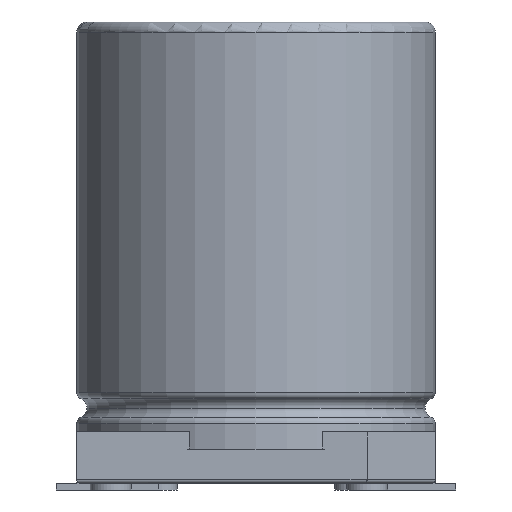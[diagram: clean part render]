
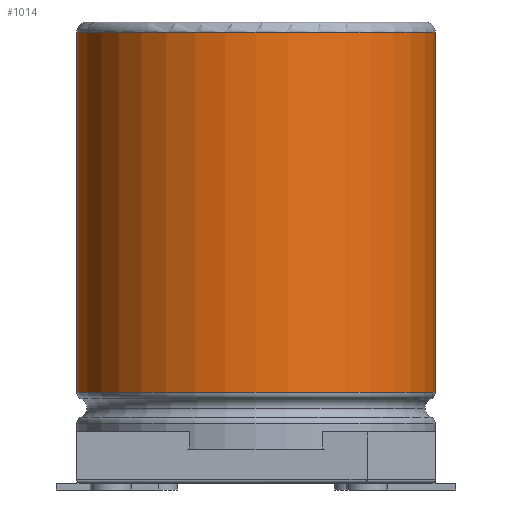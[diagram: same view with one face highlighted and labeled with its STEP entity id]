
A CAD part, front view. The second image highlights one B-rep face of the part: STEP entity #1014.
In plain terms, the highlighted cylindrical face has radius 5.25 mm (diameter 10.5 mm), a partial arc.
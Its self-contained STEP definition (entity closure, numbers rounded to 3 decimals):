
#40 = ORIENTED_EDGE ( 'NONE', *, *, #2537, .T. ) ;
#134 = AXIS2_PLACEMENT_3D ( 'NONE', #1705, #2932, #479 ) ;
#479 = DIRECTION ( 'NONE',  ( -1., 0., 0. ) ) ;
#490 = CARTESIAN_POINT ( 'NONE',  ( -5.25, 0., 0. ) ) ;
#805 = CARTESIAN_POINT ( 'NONE',  ( 5.25, 0., 3.158 ) ) ;
#1014 = ADVANCED_FACE ( 'NONE', ( #5083 ), #3260, .T. ) ;
#1705 = CARTESIAN_POINT ( 'NONE',  ( 0., 0., 0. ) ) ;
#2108 = ORIENTED_EDGE ( 'NONE', *, *, #6007, .F. ) ;
#2231 = DIRECTION ( 'NONE',  ( 0., 0., -1. ) ) ;
#2319 = VERTEX_POINT ( 'NONE', #5590 ) ;
#2537 = EDGE_CURVE ( 'NONE', #2319, #7804, #4414, .T. ) ;
#2899 = EDGE_LOOP ( 'NONE', ( #7684, #7708, #40, #2108 ) ) ;
#2932 = DIRECTION ( 'NONE',  ( 0., 0., -1. ) ) ;
#3260 = CYLINDRICAL_SURFACE ( 'NONE', #134, 5.25 ) ;
#3302 = CIRCLE ( 'NONE', #5535, 5.25 ) ;
#3388 = DIRECTION ( 'NONE',  ( 0., 0., -1. ) ) ;
#3449 = DIRECTION ( 'NONE',  ( -1., 0., 0. ) ) ;
#3470 = CARTESIAN_POINT ( 'NONE',  ( 0., 0., 13.7 ) ) ;
#3506 = VECTOR ( 'NONE', #5829, 1000. ) ;
#4190 = CARTESIAN_POINT ( 'NONE',  ( 5.25, 0., 13.7 ) ) ;
#4414 = LINE ( 'NONE', #490, #3506 ) ;
#4470 = CARTESIAN_POINT ( 'NONE',  ( -5.25, 0., 3.158 ) ) ;
#4699 = EDGE_CURVE ( 'NONE', #5642, #2319, #5473, .T. ) ;
#4819 = VECTOR ( 'NONE', #7632, 1000. ) ;
#5013 = VERTEX_POINT ( 'NONE', #805 ) ;
#5083 = FACE_OUTER_BOUND ( 'NONE', #2899, .T. ) ;
#5364 = DIRECTION ( 'NONE',  ( -1., 0., 0. ) ) ;
#5473 = CIRCLE ( 'NONE', #5918, 5.25 ) ;
#5535 = AXIS2_PLACEMENT_3D ( 'NONE', #6138, #2231, #5364 ) ;
#5590 = CARTESIAN_POINT ( 'NONE',  ( -5.25, 0., 13.7 ) ) ;
#5642 = VERTEX_POINT ( 'NONE', #4190 ) ;
#5829 = DIRECTION ( 'NONE',  ( 0., 0., -1. ) ) ;
#5918 = AXIS2_PLACEMENT_3D ( 'NONE', #3470, #3388, #3449 ) ;
#6007 = EDGE_CURVE ( 'NONE', #5013, #7804, #3302, .T. ) ;
#6138 = CARTESIAN_POINT ( 'NONE',  ( 0., 0., 3.158 ) ) ;
#6327 = EDGE_CURVE ( 'NONE', #5642, #5013, #6967, .T. ) ;
#6967 = LINE ( 'NONE', #6970, #4819 ) ;
#6970 = CARTESIAN_POINT ( 'NONE',  ( 5.25, 0., 0. ) ) ;
#7632 = DIRECTION ( 'NONE',  ( 0., 0., -1. ) ) ;
#7684 = ORIENTED_EDGE ( 'NONE', *, *, #6327, .F. ) ;
#7708 = ORIENTED_EDGE ( 'NONE', *, *, #4699, .T. ) ;
#7804 = VERTEX_POINT ( 'NONE', #4470 ) ;
